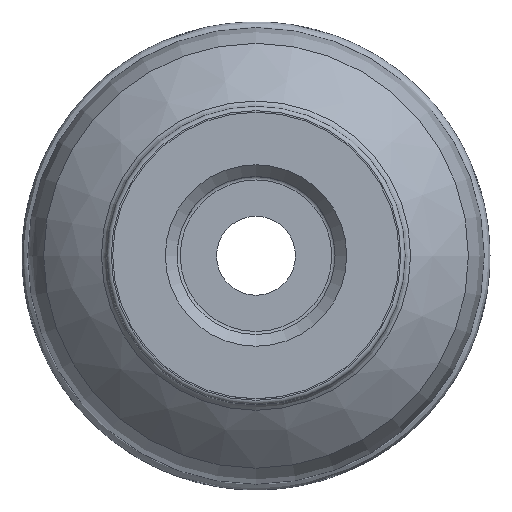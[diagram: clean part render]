
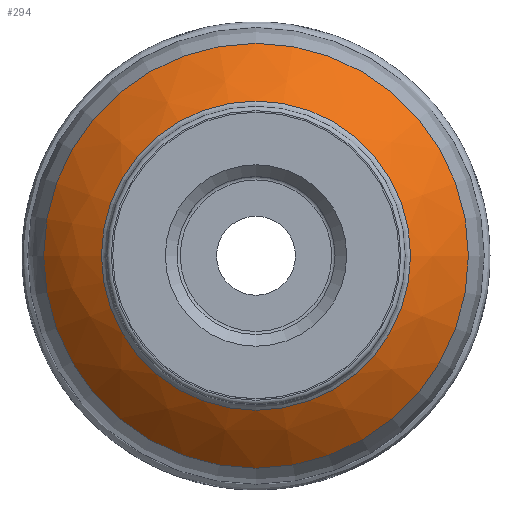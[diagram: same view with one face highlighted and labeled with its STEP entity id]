
A CAD part, top view. The second image highlights one B-rep face of the part: STEP entity #294.
In plain terms, the highlighted face is a revolution surface.
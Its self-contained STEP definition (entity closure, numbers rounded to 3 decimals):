
#90=SURFACE_OF_REVOLUTION('',#94,#92);
#92=AXIS1_PLACEMENT('',#7427,#628);
#94=(
BOUNDED_CURVE()
B_SPLINE_CURVE(3,(#7423,#7424,#7425,#7426),.UNSPECIFIED.,.F.,.F.)
B_SPLINE_CURVE_WITH_KNOTS((4,4),(0.,1.),.UNSPECIFIED.)
CURVE()
GEOMETRIC_REPRESENTATION_ITEM()
RATIONAL_B_SPLINE_CURVE((1.,0.99,0.99,1.))
REPRESENTATION_ITEM('')
);
#132=EDGE_LOOP('',(#184));
#133=EDGE_LOOP('',(#185));
#184=ORIENTED_EDGE('',*,*,#231,.T.);
#185=ORIENTED_EDGE('',*,*,#230,.F.);
#230=EDGE_CURVE('',#379,#379,#256,.T.);
#231=EDGE_CURVE('',#380,#380,#257,.T.);
#256=CIRCLE('',#528,36.314);
#257=CIRCLE('',#529,26.431);
#294=ADVANCED_FACE('SU_3',(#331,#332),#90,.F.);
#331=FACE_BOUND('',#132,.T.);
#332=FACE_BOUND('',#133,.T.);
#379=VERTEX_POINT('',#7415);
#380=VERTEX_POINT('',#7422);
#528=AXIS2_PLACEMENT_3D('',#7414,#623,#624);
#529=AXIS2_PLACEMENT_3D('',#7421,#626,#627);
#623=DIRECTION('',(0.,0.,-1.));
#624=DIRECTION('',(-1.,0.,0.));
#626=DIRECTION('',(0.,0.,-1.));
#627=DIRECTION('',(-1.,0.,0.));
#628=DIRECTION('',(0.,0.,-1.));
#7414=CARTESIAN_POINT('',(0.,0.,-26.107));
#7415=CARTESIAN_POINT('',(-36.314,0.,-26.107));
#7421=CARTESIAN_POINT('',(0.,0.,-17.719));
#7422=CARTESIAN_POINT('',(-26.431,0.,-17.719));
#7423=CARTESIAN_POINT('',(-36.314,0.,-26.107));
#7424=CARTESIAN_POINT('',(-33.807,0.,-23.102));
#7425=CARTESIAN_POINT('',(-30.478,0.,-20.277));
#7426=CARTESIAN_POINT('',(-26.431,0.,-17.719));
#7427=CARTESIAN_POINT('',(0.,0.,-40.1));
